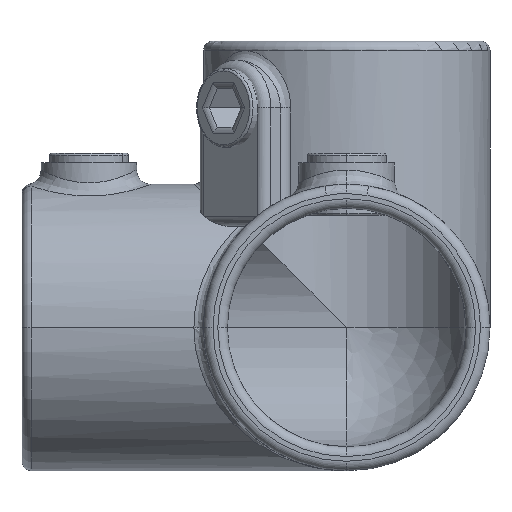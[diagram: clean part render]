
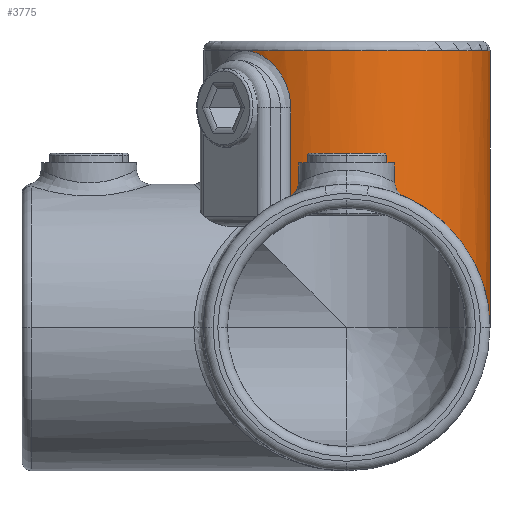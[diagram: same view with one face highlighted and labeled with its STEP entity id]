
A CAD part, front view. The second image highlights one B-rep face of the part: STEP entity #3775.
In plain terms, the highlighted cylindrical face has radius 30 mm (diameter 60 mm), a partial arc.
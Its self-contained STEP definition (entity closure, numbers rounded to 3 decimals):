
#39 = DIRECTION ( 'NONE',  ( -1., 0., 0. ) ) ;
#88 = CARTESIAN_POINT ( 'NONE',  ( -13.84, 41.38, 53.188 ) ) ;
#108 = CARTESIAN_POINT ( 'NONE',  ( -21.213, 46.787, 58. ) ) ;
#140 = CARTESIAN_POINT ( 'NONE',  ( -20.1, 45.726, 57.895 ) ) ;
#275 = DIRECTION ( 'NONE',  ( 0., 0., -1. ) ) ;
#470 = ORIENTED_EDGE ( 'NONE', *, *, #2489, .T. ) ;
#488 = EDGE_CURVE ( 'NONE', #2549, #5131, #5114, .T. ) ;
#494 = ORIENTED_EDGE ( 'NONE', *, *, #4561, .F. ) ;
#499 = CARTESIAN_POINT ( 'NONE',  ( -15.937, 42.581, 55.644 ) ) ;
#534 = CARTESIAN_POINT ( 'NONE',  ( -17.266, 43.456, 56.701 ) ) ;
#583 =( BOUNDED_CURVE ( )  B_SPLINE_CURVE ( 3, ( #2115, #1630, #4956, #2522 ),
 .UNSPECIFIED., .F., .T. ) 
 B_SPLINE_CURVE_WITH_KNOTS ( ( 4, 4 ),
 ( 4.712, 6.283 ),
 .UNSPECIFIED. ) 
 CURVE ( )  GEOMETRIC_REPRESENTATION_ITEM ( )  RATIONAL_B_SPLINE_CURVE ( ( 1., 0.805, 0.805, 1. ) ) 
 REPRESENTATION_ITEM ( '' )  );
#659 = ORIENTED_EDGE ( 'NONE', *, *, #3422, .F. ) ;
#688 = CARTESIAN_POINT ( 'NONE',  ( 0., 38., 30. ) ) ;
#898 = CARTESIAN_POINT ( 'NONE',  ( -14.943, 41.985, 54.626 ) ) ;
#931 = CARTESIAN_POINT ( 'NONE',  ( -12.255, 40.616, 49.791 ) ) ;
#1209 = CARTESIAN_POINT ( 'NONE',  ( -11.71, 40.38, 27.62 ) ) ;
#1292 = CARTESIAN_POINT ( 'NONE',  ( -20.664, 46.248, 57.979 ) ) ;
#1323 = ORIENTED_EDGE ( 'NONE', *, *, #4326, .F. ) ;
#1325 = CARTESIAN_POINT ( 'NONE',  ( -11.849, 40.439, 47.924 ) ) ;
#1343 = CARTESIAN_POINT ( 'NONE',  ( -12.79, 40.862, 51.2 ) ) ;
#1441 = VECTOR ( 'NONE', #275, 1000. ) ;
#1630 = CARTESIAN_POINT ( 'NONE',  ( 30., 50.426, 17.574 ) ) ;
#1700 = EDGE_LOOP ( 'NONE', ( #1323, #470, #4194, #4214, #659, #494 ) ) ;
#1722 = CARTESIAN_POINT ( 'NONE',  ( -11.71, 40.38, 46.387 ) ) ;
#1758 = CARTESIAN_POINT ( 'NONE',  ( 30., 68., 58. ) ) ;
#1772 = CARTESIAN_POINT ( 'NONE',  ( -11.71, 40.38, 27.62 ) ) ;
#1969 = CARTESIAN_POINT ( 'NONE',  ( 0., 68., 60. ) ) ;
#2020 = DIRECTION ( 'NONE',  ( 1., 0., 0. ) ) ;
#2054 = CARTESIAN_POINT ( 'NONE',  ( -11.728, 40.387, 46.772 ) ) ;
#2115 = CARTESIAN_POINT ( 'NONE',  ( 30., 68., 0. ) ) ;
#2119 = CARTESIAN_POINT ( 'NONE',  ( -11.71, 40.38, 46. ) ) ;
#2149 = CARTESIAN_POINT ( 'NONE',  ( -11.71, 40.38, 60. ) ) ;
#2207 = B_SPLINE_CURVE_WITH_KNOTS ( 'NONE', 3,
 ( #108, #4068, #1292, #140, #3745, #2466, #4101, #534, #4089, #499, #3301, #4522, #898, #2493, #88, #3257, #2853, #1343, #4485, #931, #3730, #1325, #4118, #2054, #1722, #2119 ),
 .UNSPECIFIED., .F., .F.,
 ( 4, 2, 2, 2, 2, 2, 2, 2, 2, 2, 2, 2, 4 ),
 ( 0.018, 0.02, 0.021, 0.023, 0.025, 0.026, 0.028, 0.03, 0.031, 0.032, 0.034, 0.036, 0.037 ),
 .UNSPECIFIED. ) ;
#2238 = AXIS2_PLACEMENT_3D ( 'NONE', #1969, #4379, #39 ) ;
#2240 = CARTESIAN_POINT ( 'NONE',  ( 30., 68., 60. ) ) ;
#2253 = VERTEX_POINT ( 'NONE', #688 ) ;
#2332 = VERTEX_POINT ( 'NONE', #2403 ) ;
#2403 = CARTESIAN_POINT ( 'NONE',  ( 30., 68., 0. ) ) ;
#2466 = CARTESIAN_POINT ( 'NONE',  ( -18.969, 44.746, 57.585 ) ) ;
#2489 = EDGE_CURVE ( 'NONE', #3613, #3659, #4637, .T. ) ;
#2493 = CARTESIAN_POINT ( 'NONE',  ( -14.256, 41.599, 53.79 ) ) ;
#2522 = CARTESIAN_POINT ( 'NONE',  ( 0., 38., 30. ) ) ;
#2539 = CARTESIAN_POINT ( 'NONE',  ( 0., 38., 30. ) ) ;
#2549 = VERTEX_POINT ( 'NONE', #3296 ) ;
#2595 = CARTESIAN_POINT ( 'NONE',  ( -4.037, 38., 30. ) ) ;
#2853 = CARTESIAN_POINT ( 'NONE',  ( -13.109, 41.015, 51.883 ) ) ;
#2864 = DIRECTION ( 'NONE',  ( 0., 0., -1. ) ) ;
#2986 = VECTOR ( 'NONE', #4587, 1000. ) ;
#3062 = CYLINDRICAL_SURFACE ( 'NONE', #2238, 30. ) ;
#3257 = CARTESIAN_POINT ( 'NONE',  ( -13.284, 41.1, 52.219 ) ) ;
#3296 = CARTESIAN_POINT ( 'NONE',  ( -11.71, 40.38, 46. ) ) ;
#3301 = CARTESIAN_POINT ( 'NONE',  ( -15.681, 42.423, 55.405 ) ) ;
#3321 = EDGE_CURVE ( 'NONE', #3659, #2549, #2207, .T. ) ;
#3339 = CARTESIAN_POINT ( 'NONE',  ( -7.993, 38.804, 29.196 ) ) ;
#3422 = EDGE_CURVE ( 'NONE', #2253, #5131, #4457, .T. ) ;
#3572 = LINE ( 'NONE', #2240, #1441 ) ;
#3613 = VERTEX_POINT ( 'NONE', #1758 ) ;
#3659 = VERTEX_POINT ( 'NONE', #4528 ) ;
#3730 = CARTESIAN_POINT ( 'NONE',  ( -12.054, 40.528, 49.059 ) ) ;
#3745 = CARTESIAN_POINT ( 'NONE',  ( -19.818, 45.475, 57.832 ) ) ;
#3775 = ADVANCED_FACE ( 'NONE', ( #4193 ), #3062, .T. ) ;
#4019 = CARTESIAN_POINT ( 'NONE',  ( 0., 68., 58. ) ) ;
#4068 = CARTESIAN_POINT ( 'NONE',  ( -20.943, 46.516, 58. ) ) ;
#4089 = CARTESIAN_POINT ( 'NONE',  ( -16.72, 43.084, 56.315 ) ) ;
#4101 = CARTESIAN_POINT ( 'NONE',  ( -18.399, 44.294, 57.341 ) ) ;
#4118 = CARTESIAN_POINT ( 'NONE',  ( -11.797, 40.417, 47.54 ) ) ;
#4193 = FACE_OUTER_BOUND ( 'NONE', #1700, .T. ) ;
#4194 = ORIENTED_EDGE ( 'NONE', *, *, #3321, .T. ) ;
#4214 = ORIENTED_EDGE ( 'NONE', *, *, #488, .T. ) ;
#4326 = EDGE_CURVE ( 'NONE', #3613, #2332, #3572, .T. ) ;
#4379 = DIRECTION ( 'NONE',  ( 0., 0., -1. ) ) ;
#4457 =( BOUNDED_CURVE ( )  B_SPLINE_CURVE ( 3, ( #2539, #2595, #3339, #1772 ),
 .UNSPECIFIED., .F., .F. ) 
 B_SPLINE_CURVE_WITH_KNOTS ( ( 4, 4 ),
 ( 0., 0.401 ),
 .UNSPECIFIED. ) 
 CURVE ( )  GEOMETRIC_REPRESENTATION_ITEM ( )  RATIONAL_B_SPLINE_CURVE ( ( 1., 0.987, 0.987, 1. ) ) 
 REPRESENTATION_ITEM ( '' )  );
#4485 = CARTESIAN_POINT ( 'NONE',  ( -12.645, 40.795, 50.852 ) ) ;
#4522 = CARTESIAN_POINT ( 'NONE',  ( -15.184, 42.124, 54.895 ) ) ;
#4528 = CARTESIAN_POINT ( 'NONE',  ( -21.213, 46.787, 58. ) ) ;
#4561 = EDGE_CURVE ( 'NONE', #2332, #2253, #583, .T. ) ;
#4587 = DIRECTION ( 'NONE',  ( 0., 0., -1. ) ) ;
#4637 = CIRCLE ( 'NONE', #4646, 30. ) ;
#4646 = AXIS2_PLACEMENT_3D ( 'NONE', #4019, #2864, #2020 ) ;
#4956 = CARTESIAN_POINT ( 'NONE',  ( 17.574, 38., 30. ) ) ;
#5114 = LINE ( 'NONE', #2149, #2986 ) ;
#5131 = VERTEX_POINT ( 'NONE', #1209 ) ;
